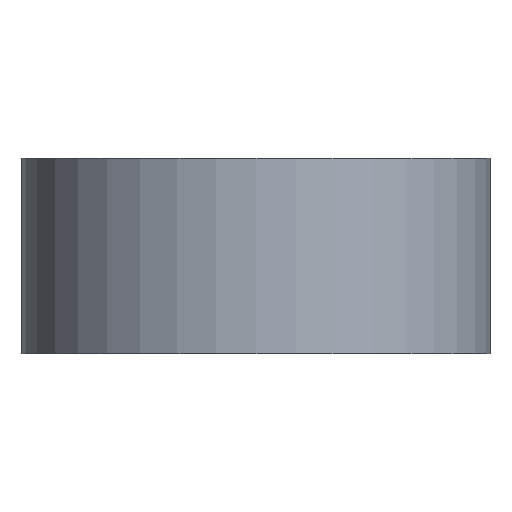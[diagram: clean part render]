
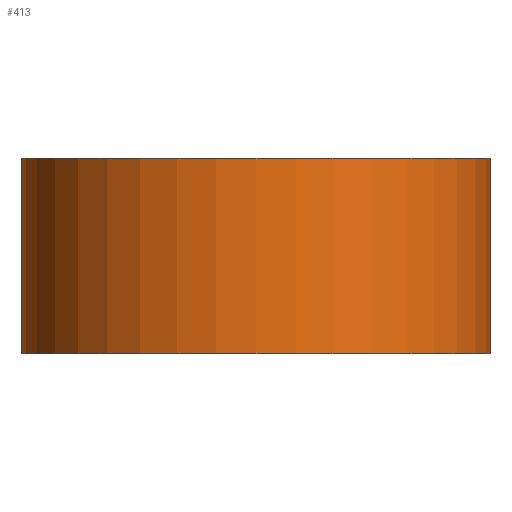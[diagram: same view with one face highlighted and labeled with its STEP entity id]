
A CAD part, left-side view. The second image highlights one B-rep face of the part: STEP entity #413.
In plain terms, the highlighted cylindrical face has radius 12 mm (diameter 24 mm), a partial arc.
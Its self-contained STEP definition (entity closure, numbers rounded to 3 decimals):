
#27=LINE('',#689,#56);
#28=LINE('',#695,#57);
#56=VECTOR('',#571,10.);
#57=VECTOR('',#578,10.);
#82=CYLINDRICAL_SURFACE('',#472,12.);
#112=FACE_OUTER_BOUND('',#139,.T.);
#139=EDGE_LOOP('',(#333,#334,#335,#336));
#180=CIRCLE('',#473,12.);
#181=CIRCLE('',#474,12.);
#207=VERTEX_POINT('',#683);
#209=VERTEX_POINT('',#687);
#210=VERTEX_POINT('',#691);
#211=VERTEX_POINT('',#693);
#256=EDGE_CURVE('',#207,#209,#27,.T.);
#257=EDGE_CURVE('',#210,#207,#180,.T.);
#258=EDGE_CURVE('',#211,#209,#181,.T.);
#259=EDGE_CURVE('',#210,#211,#28,.T.);
#333=ORIENTED_EDGE('',*,*,#257,.T.);
#334=ORIENTED_EDGE('',*,*,#256,.T.);
#335=ORIENTED_EDGE('',*,*,#258,.F.);
#336=ORIENTED_EDGE('',*,*,#259,.F.);
#413=ADVANCED_FACE('',(#112),#82,.T.);
#472=AXIS2_PLACEMENT_3D('',#690,#572,#573);
#473=AXIS2_PLACEMENT_3D('',#692,#574,#575);
#474=AXIS2_PLACEMENT_3D('',#694,#576,#577);
#571=DIRECTION('',(0.,0.,1.));
#572=DIRECTION('center_axis',(0.,0.,1.));
#573=DIRECTION('ref_axis',(-1.,0.,0.));
#574=DIRECTION('center_axis',(0.,0.,1.));
#575=DIRECTION('ref_axis',(1.,0.,0.));
#576=DIRECTION('center_axis',(0.,0.,1.));
#577=DIRECTION('ref_axis',(1.,0.,0.));
#578=DIRECTION('',(0.,0.,1.));
#683=CARTESIAN_POINT('',(8.944,-8.,-3.));
#687=CARTESIAN_POINT('',(8.944,-8.,7.));
#689=CARTESIAN_POINT('',(8.944,-8.,0.));
#690=CARTESIAN_POINT('Origin',(0.,0.,0.));
#691=CARTESIAN_POINT('',(8.944,8.,-3.));
#692=CARTESIAN_POINT('Origin',(0.,0.,-3.));
#693=CARTESIAN_POINT('',(8.944,8.,7.));
#694=CARTESIAN_POINT('Origin',(0.,0.,7.));
#695=CARTESIAN_POINT('',(8.944,8.,0.));
